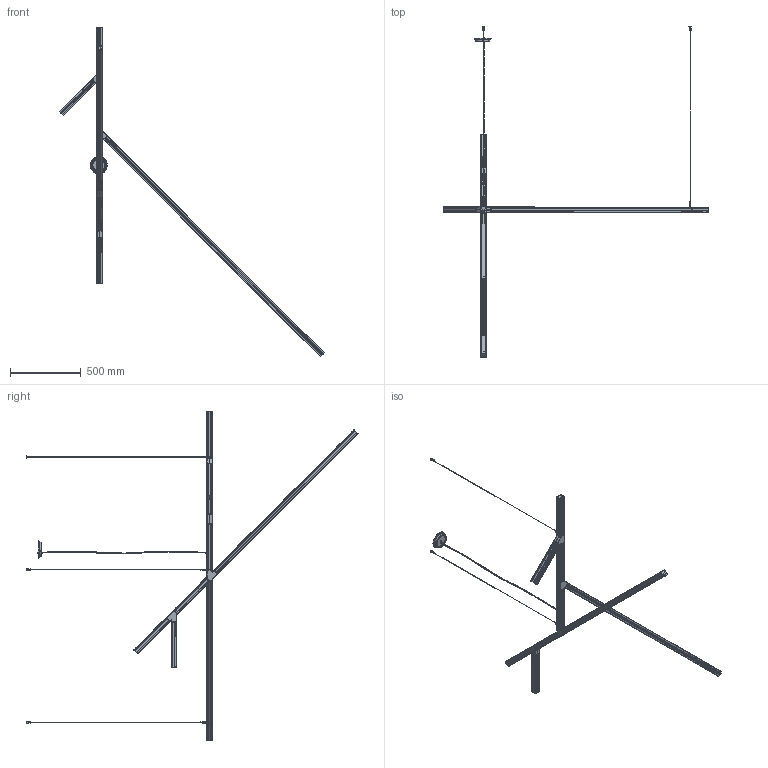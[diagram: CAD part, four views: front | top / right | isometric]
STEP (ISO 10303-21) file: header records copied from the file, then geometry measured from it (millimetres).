
FILE_DESCRIPTION (( 'STEP AP214' ), '1' );
FILE_NAME ('KAO-B dimming.STEP', '2014-10-17T14:22:36', ( '' ), ( '' ), 'SwSTEP 2.0', 'SolidWorks 2012', '' );
FILE_SCHEMA (( 'AUTOMOTIVE_DESIGN' ));
Length unit declared in the file: inch
Products named in the file (1): KAO-B dimming
Bounding box: 1868.72 x 2342.28 x 2324.11 mm (x, y, z)
Volume: 2744288.3 mm3; surface area: 3093142.4 mm2
Topology: 88 solids, 88 shells, 6593 faces, 18931 edges, 12532 vertices
Faces by surface type: plane 4724, cylinder 1397, bspline 234, cone 225, torus 13
Entity records: 225113 total; most frequent: CARTESIAN_POINT 50102, ORIENTED_EDGE 37790, DIRECTION 34252, EDGE_CURVE 18895, LINE 14954, VECTOR 14954, VERTEX_POINT 12532, AXIS2_PLACEMENT_3D 9649
